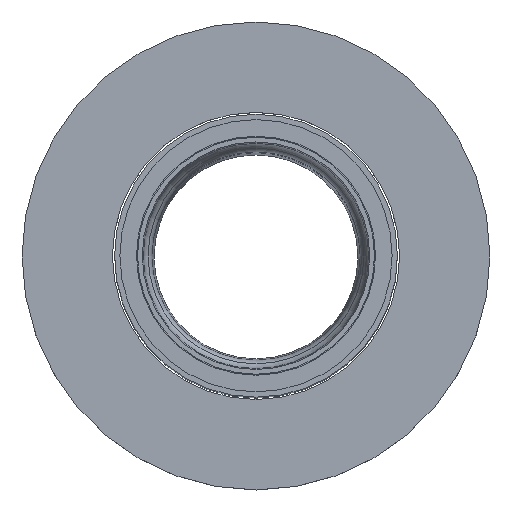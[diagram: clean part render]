
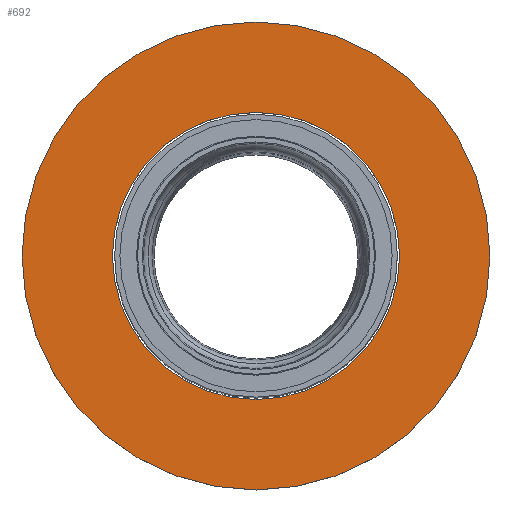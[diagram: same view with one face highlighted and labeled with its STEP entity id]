
A CAD part, top view. The second image highlights one B-rep face of the part: STEP entity #692.
In plain terms, the highlighted planar face has unit normal (0, 0, 1).
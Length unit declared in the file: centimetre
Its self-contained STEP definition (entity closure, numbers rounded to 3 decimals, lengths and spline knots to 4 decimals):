
#29=FACE_BOUND('',#199,.T.);
#43=PLANE('',#795);
#148=FACE_OUTER_BOUND('',#198,.T.);
#198=EDGE_LOOP('',(#581));
#199=EDGE_LOOP('',(#582));
#278=CIRCLE('',#790,67.5);
#281=CIRCLE('',#794,110.);
#341=VERTEX_POINT('',#1223);
#344=VERTEX_POINT('',#1231);
#423=EDGE_CURVE('',#341,#341,#278,.T.);
#428=EDGE_CURVE('',#344,#344,#281,.T.);
#581=ORIENTED_EDGE('',*,*,#428,.T.);
#582=ORIENTED_EDGE('',*,*,#423,.T.);
#692=ADVANCED_FACE('',(#148,#29),#43,.T.);
#790=AXIS2_PLACEMENT_3D('',#1224,#990,#991);
#794=AXIS2_PLACEMENT_3D('',#1233,#1000,#1001);
#795=AXIS2_PLACEMENT_3D('',#1234,#1002,#1003);
#990=DIRECTION('center_axis',(0.,0.,-1.));
#991=DIRECTION('ref_axis',(1.,0.,0.));
#1000=DIRECTION('center_axis',(0.,0.,1.));
#1001=DIRECTION('ref_axis',(1.,0.,0.));
#1002=DIRECTION('center_axis',(0.,0.,1.));
#1003=DIRECTION('ref_axis',(-1.,0.,0.));
#1223=CARTESIAN_POINT('',(-67.5,0.,249.9971));
#1224=CARTESIAN_POINT('Origin',(0.,0.,
249.9971));
#1231=CARTESIAN_POINT('',(-110.,0.,249.9971));
#1233=CARTESIAN_POINT('Origin',(0.,0.,
249.9971));
#1234=CARTESIAN_POINT('Origin',(0.,0.,
249.9971));
